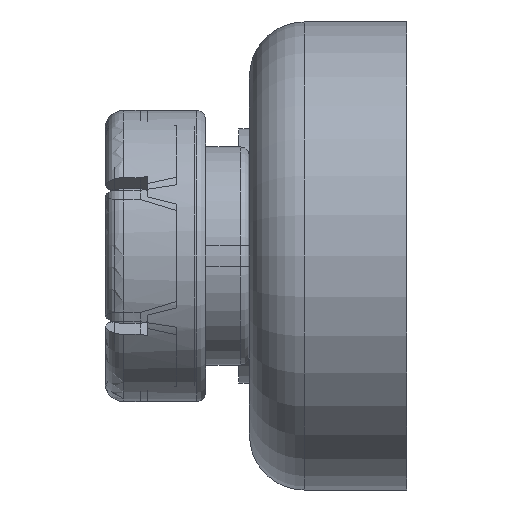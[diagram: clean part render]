
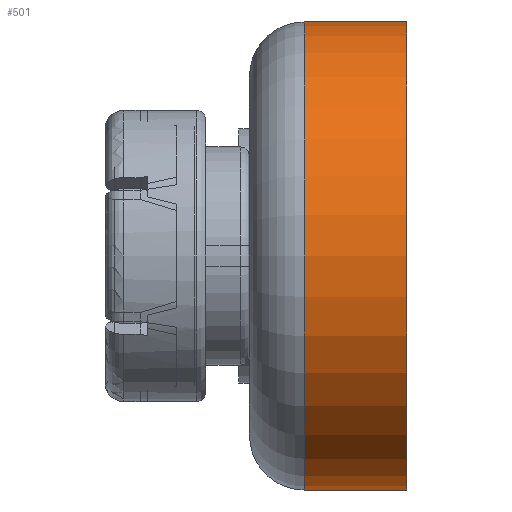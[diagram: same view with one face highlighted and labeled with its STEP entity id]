
A CAD part, left-side view. The second image highlights one B-rep face of the part: STEP entity #501.
In plain terms, the highlighted cylindrical face has radius 6.425 mm (diameter 12.85 mm), a partial arc.
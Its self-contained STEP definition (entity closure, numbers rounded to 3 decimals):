
#1 = CARTESIAN_POINT ( 'NONE',  ( -6.35, 4.32, -6.425 ) ) ;
#89 = CIRCLE ( 'NONE', #2386, 6.425 ) ;
#481 = ORIENTED_EDGE ( 'NONE', *, *, #1732, .T. ) ;
#501 = ADVANCED_FACE ( 'NONE', ( #1274 ), #2943, .T. ) ;
#518 = ORIENTED_EDGE ( 'NONE', *, *, #3810, .F. ) ;
#546 = ORIENTED_EDGE ( 'NONE', *, *, #2148, .T. ) ;
#843 = CARTESIAN_POINT ( 'NONE',  ( -6.35, 2.82, 6.425 ) ) ;
#1003 = VERTEX_POINT ( 'NONE', #4525 ) ;
#1070 = DIRECTION ( 'NONE',  ( 0., -1., 0. ) ) ;
#1274 = FACE_OUTER_BOUND ( 'NONE', #2977, .T. ) ;
#1276 = DIRECTION ( 'NONE',  ( 0., 0., 1. ) ) ;
#1307 = DIRECTION ( 'NONE',  ( 0., -1., 0. ) ) ;
#1372 = VERTEX_POINT ( 'NONE', #4108 ) ;
#1465 = VECTOR ( 'NONE', #1070, 1000. ) ;
#1700 = CARTESIAN_POINT ( 'NONE',  ( -6.35, 0., 0. ) ) ;
#1732 = EDGE_CURVE ( 'NONE', #4683, #1372, #89, .T. ) ;
#1960 = LINE ( 'NONE', #4769, #2264 ) ;
#2054 = DIRECTION ( 'NONE',  ( 0., -1., 0. ) ) ;
#2148 = EDGE_CURVE ( 'NONE', #1003, #3644, #2421, .T. ) ;
#2252 = EDGE_CURVE ( 'NONE', #1372, #1003, #4495, .T. ) ;
#2264 = VECTOR ( 'NONE', #4394, 1000. ) ;
#2386 = AXIS2_PLACEMENT_3D ( 'NONE', #4003, #1307, #4790 ) ;
#2421 = CIRCLE ( 'NONE', #2735, 6.425 ) ;
#2735 = AXIS2_PLACEMENT_3D ( 'NONE', #1700, #3568, #1276 ) ;
#2853 = CARTESIAN_POINT ( 'NONE',  ( -6.35, 4.32, 0. ) ) ;
#2943 = CYLINDRICAL_SURFACE ( 'NONE', #4827, 6.425 ) ;
#2977 = EDGE_LOOP ( 'NONE', ( #518, #481, #4308, #546 ) ) ;
#3568 = DIRECTION ( 'NONE',  ( 0., 1., 0. ) ) ;
#3644 = VERTEX_POINT ( 'NONE', #4717 ) ;
#3810 = EDGE_CURVE ( 'NONE', #4683, #3644, #1960, .T. ) ;
#4003 = CARTESIAN_POINT ( 'NONE',  ( -6.35, 2.82, 0. ) ) ;
#4108 = CARTESIAN_POINT ( 'NONE',  ( -6.35, 2.82, -6.425 ) ) ;
#4308 = ORIENTED_EDGE ( 'NONE', *, *, #2252, .T. ) ;
#4394 = DIRECTION ( 'NONE',  ( 0., -1., 0. ) ) ;
#4495 = LINE ( 'NONE', #1, #1465 ) ;
#4525 = CARTESIAN_POINT ( 'NONE',  ( -6.35, 0., -6.425 ) ) ;
#4683 = VERTEX_POINT ( 'NONE', #843 ) ;
#4713 = DIRECTION ( 'NONE',  ( 0., 0., -1. ) ) ;
#4717 = CARTESIAN_POINT ( 'NONE',  ( -6.35, 0., 6.425 ) ) ;
#4769 = CARTESIAN_POINT ( 'NONE',  ( -6.35, 4.32, 6.425 ) ) ;
#4790 = DIRECTION ( 'NONE',  ( 0., 0., 1. ) ) ;
#4827 = AXIS2_PLACEMENT_3D ( 'NONE', #2853, #2054, #4713 ) ;
